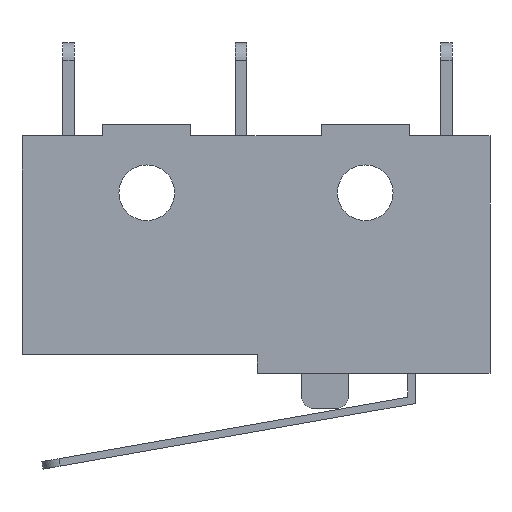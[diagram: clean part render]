
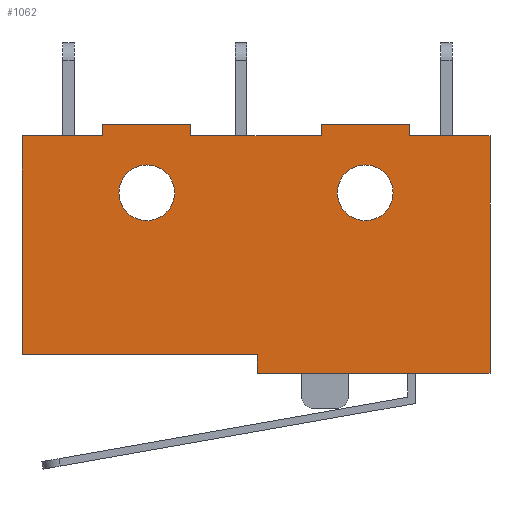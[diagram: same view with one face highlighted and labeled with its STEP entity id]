
A CAD part, front view. The second image highlights one B-rep face of the part: STEP entity #1062.
In plain terms, the highlighted planar face has unit normal (0, -1, 0).
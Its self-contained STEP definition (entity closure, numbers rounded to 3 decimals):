
#19=FACE_BOUND('',#147,.T.);
#20=FACE_BOUND('',#148,.T.);
#43=CIRCLE('',#1157,1.2);
#44=CIRCLE('',#1158,1.2);
#89=FACE_OUTER_BOUND('',#146,.T.);
#146=EDGE_LOOP('',(#756,#757,#758,#759,#760,#761,#762,#763,#764,#765,#766,
#767,#768,#769));
#147=EDGE_LOOP('',(#770));
#148=EDGE_LOOP('',(#771));
#226=LINE('',#1599,#346);
#227=LINE('',#1601,#347);
#228=LINE('',#1603,#348);
#229=LINE('',#1605,#349);
#230=LINE('',#1607,#350);
#231=LINE('',#1609,#351);
#232=LINE('',#1611,#352);
#233=LINE('',#1613,#353);
#234=LINE('',#1615,#354);
#235=LINE('',#1617,#355);
#236=LINE('',#1619,#356);
#237=LINE('',#1621,#357);
#238=LINE('',#1623,#358);
#239=LINE('',#1624,#359);
#346=VECTOR('',#1307,10.);
#347=VECTOR('',#1308,10.);
#348=VECTOR('',#1309,10.);
#349=VECTOR('',#1310,10.);
#350=VECTOR('',#1311,10.);
#351=VECTOR('',#1312,10.);
#352=VECTOR('',#1313,10.);
#353=VECTOR('',#1314,10.);
#354=VECTOR('',#1315,10.);
#355=VECTOR('',#1316,10.);
#356=VECTOR('',#1317,10.);
#357=VECTOR('',#1318,10.);
#358=VECTOR('',#1319,10.);
#359=VECTOR('',#1320,10.);
#460=VERTEX_POINT('',#1597);
#461=VERTEX_POINT('',#1598);
#462=VERTEX_POINT('',#1600);
#463=VERTEX_POINT('',#1602);
#464=VERTEX_POINT('',#1604);
#465=VERTEX_POINT('',#1606);
#466=VERTEX_POINT('',#1608);
#467=VERTEX_POINT('',#1610);
#468=VERTEX_POINT('',#1612);
#469=VERTEX_POINT('',#1614);
#470=VERTEX_POINT('',#1616);
#471=VERTEX_POINT('',#1618);
#472=VERTEX_POINT('',#1620);
#473=VERTEX_POINT('',#1622);
#474=VERTEX_POINT('',#1625);
#475=VERTEX_POINT('',#1627);
#570=EDGE_CURVE('',#460,#461,#226,.T.);
#571=EDGE_CURVE('',#462,#460,#227,.T.);
#572=EDGE_CURVE('',#463,#462,#228,.T.);
#573=EDGE_CURVE('',#464,#463,#229,.T.);
#574=EDGE_CURVE('',#465,#464,#230,.T.);
#575=EDGE_CURVE('',#466,#465,#231,.T.);
#576=EDGE_CURVE('',#467,#466,#232,.T.);
#577=EDGE_CURVE('',#468,#467,#233,.T.);
#578=EDGE_CURVE('',#469,#468,#234,.T.);
#579=EDGE_CURVE('',#470,#469,#235,.T.);
#580=EDGE_CURVE('',#471,#470,#236,.T.);
#581=EDGE_CURVE('',#472,#471,#237,.T.);
#582=EDGE_CURVE('',#473,#472,#238,.T.);
#583=EDGE_CURVE('',#461,#473,#239,.T.);
#584=EDGE_CURVE('',#474,#474,#43,.T.);
#585=EDGE_CURVE('',#475,#475,#44,.T.);
#756=ORIENTED_EDGE('',*,*,#570,.F.);
#757=ORIENTED_EDGE('',*,*,#571,.F.);
#758=ORIENTED_EDGE('',*,*,#572,.F.);
#759=ORIENTED_EDGE('',*,*,#573,.F.);
#760=ORIENTED_EDGE('',*,*,#574,.F.);
#761=ORIENTED_EDGE('',*,*,#575,.F.);
#762=ORIENTED_EDGE('',*,*,#576,.F.);
#763=ORIENTED_EDGE('',*,*,#577,.F.);
#764=ORIENTED_EDGE('',*,*,#578,.F.);
#765=ORIENTED_EDGE('',*,*,#579,.F.);
#766=ORIENTED_EDGE('',*,*,#580,.F.);
#767=ORIENTED_EDGE('',*,*,#581,.F.);
#768=ORIENTED_EDGE('',*,*,#582,.F.);
#769=ORIENTED_EDGE('',*,*,#583,.F.);
#770=ORIENTED_EDGE('',*,*,#584,.F.);
#771=ORIENTED_EDGE('',*,*,#585,.F.);
#974=PLANE('',#1156);
#1062=ADVANCED_FACE('',(#89,#19,#20),#974,.F.);
#1156=AXIS2_PLACEMENT_3D('',#1596,#1305,#1306);
#1157=AXIS2_PLACEMENT_3D('',#1626,#1321,#1322);
#1158=AXIS2_PLACEMENT_3D('',#1628,#1323,#1324);
#1305=DIRECTION('center_axis',(0.,1.,0.));
#1306=DIRECTION('ref_axis',(1.,0.,0.));
#1307=DIRECTION('',(0.,0.,-1.));
#1308=DIRECTION('',(1.,0.,0.));
#1309=DIRECTION('',(0.,0.,-1.));
#1310=DIRECTION('',(1.,0.,0.));
#1311=DIRECTION('',(0.,0.,1.));
#1312=DIRECTION('',(1.,0.,0.));
#1313=DIRECTION('',(0.,0.,-1.));
#1314=DIRECTION('',(1.,0.,0.));
#1315=DIRECTION('',(0.,0.,1.));
#1316=DIRECTION('',(1.,0.,0.));
#1317=DIRECTION('',(0.,0.,1.));
#1318=DIRECTION('',(-1.,0.,0.));
#1319=DIRECTION('',(0.,0.,1.));
#1320=DIRECTION('',(-1.,0.,0.));
#1321=DIRECTION('center_axis',(0.,-1.,0.));
#1322=DIRECTION('ref_axis',(1.,0.,0.));
#1323=DIRECTION('center_axis',(0.,-1.,0.));
#1324=DIRECTION('ref_axis',(1.,0.,0.));
#1596=CARTESIAN_POINT('Origin',(10.07,0.,4.56));
#1597=CARTESIAN_POINT('',(20.14,0.,9.42));
#1598=CARTESIAN_POINT('',(20.14,0.,-0.8));
#1599=CARTESIAN_POINT('',(20.14,0.,9.42));
#1600=CARTESIAN_POINT('',(16.67,0.,9.42));
#1601=CARTESIAN_POINT('',(16.67,0.,9.42));
#1602=CARTESIAN_POINT('',(16.67,0.,9.92));
#1603=CARTESIAN_POINT('',(16.67,0.,9.92));
#1604=CARTESIAN_POINT('',(12.87,0.,9.92));
#1605=CARTESIAN_POINT('',(12.87,0.,9.92));
#1606=CARTESIAN_POINT('',(12.87,0.,9.42));
#1607=CARTESIAN_POINT('',(12.87,0.,9.42));
#1608=CARTESIAN_POINT('',(7.27,0.,9.42));
#1609=CARTESIAN_POINT('',(7.27,0.,9.42));
#1610=CARTESIAN_POINT('',(7.27,0.,9.92));
#1611=CARTESIAN_POINT('',(7.27,0.,9.92));
#1612=CARTESIAN_POINT('',(3.47,0.,9.92));
#1613=CARTESIAN_POINT('',(3.47,0.,9.92));
#1614=CARTESIAN_POINT('',(3.47,0.,9.42));
#1615=CARTESIAN_POINT('',(3.47,0.,9.42));
#1616=CARTESIAN_POINT('',(0.,0.,9.42));
#1617=CARTESIAN_POINT('',(0.,0.,9.42));
#1618=CARTESIAN_POINT('',(0.,0.,0.));
#1619=CARTESIAN_POINT('',(0.,0.,0.));
#1620=CARTESIAN_POINT('',(10.125,0.,0.));
#1621=CARTESIAN_POINT('',(10.125,0.,0.));
#1622=CARTESIAN_POINT('',(10.125,0.,-0.8));
#1623=CARTESIAN_POINT('',(10.125,0.,-0.8));
#1624=CARTESIAN_POINT('',(20.14,0.,-0.8));
#1625=CARTESIAN_POINT('',(4.17,0.,6.97));
#1626=CARTESIAN_POINT('Origin',(5.37,0.,6.97));
#1627=CARTESIAN_POINT('',(13.57,0.,6.97));
#1628=CARTESIAN_POINT('Origin',(14.77,0.,6.97));
